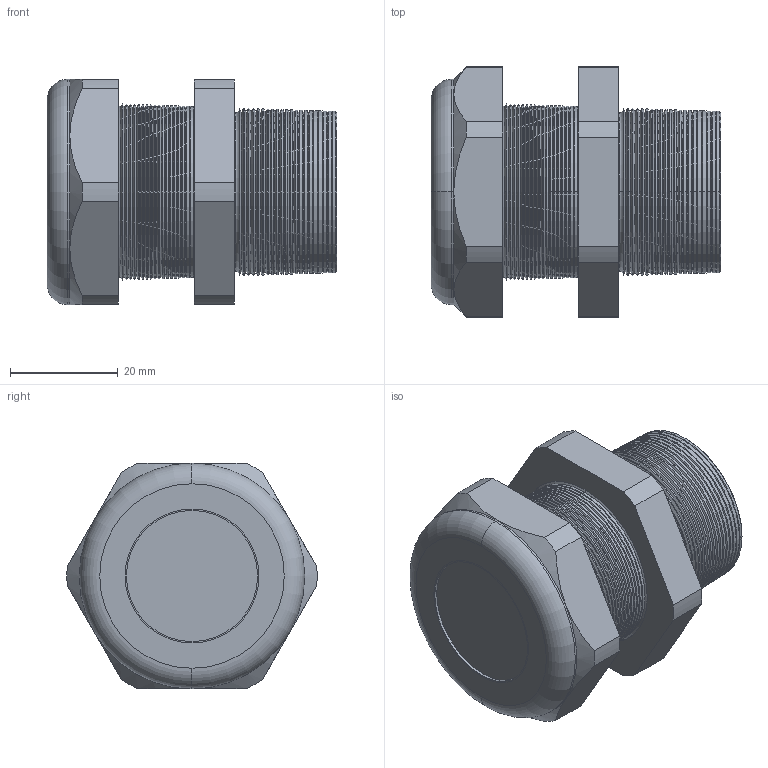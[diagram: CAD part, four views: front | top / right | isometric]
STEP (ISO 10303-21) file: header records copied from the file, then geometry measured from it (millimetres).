
FILE_DESCRIPTION (( 'STEP AP203' ), '1' );
FILE_NAME ('CD29NP-GY.STEP', '2008-11-17T11:07:03', ( 'bay06' ), ( '' ), 'SwSTEP 2.0', 'SolidWorks 2007', '' );
FILE_SCHEMA (( 'CONFIG_CONTROL_DESIGN' ));
Length unit declared in the file: inch
Products named in the file (1): CD29NP-GY
Bounding box: 53.85 x 46.51 x 41.91 mm (x, y, z)
Volume: 35714 mm3; surface area: 17421.6 mm2
Topology: 2 solids, 2 shells, 290 faces, 598 edges, 316 vertices
Faces by surface type: cone 244, cylinder 20, plane 20, torus 6
Entity records: 7609 total; most frequent: DIRECTION 1466, CARTESIAN_POINT 1301, ORIENTED_EDGE 1196, EDGE_CURVE 598, AXIS2_PLACEMENT_3D 589, VERTEX_POINT 316, CIRCLE 298, EDGE_LOOP 296
